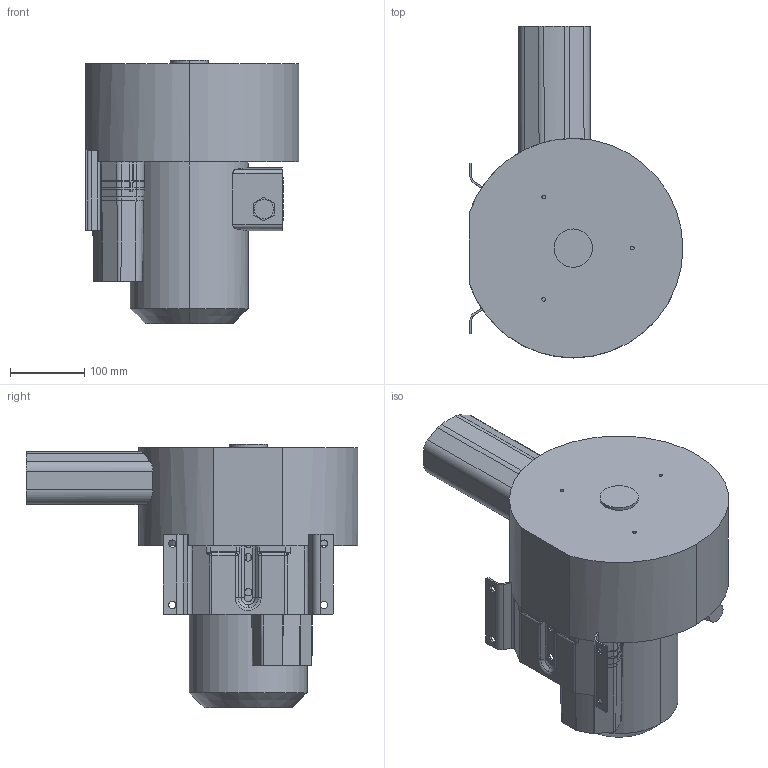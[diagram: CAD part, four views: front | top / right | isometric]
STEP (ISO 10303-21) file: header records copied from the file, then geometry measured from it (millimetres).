
FILE_DESCRIPTION(/* description */ (''),/* implementation_level */ '2;1');
FILE_NAME(/* name */ '2RB320-1HQ26-JT-.stp',/* time_stamp */ '2025-07-08T09:40:24+08:00',/* author */ (''),/* organization */ (''),/* preprocessor_version */ 'ST-DEVELOPER v16',/* originating_system */ 'SIEMENS PLM Software NX 10.0',/* authorisation */ '');
FILE_SCHEMA (('AP203_CONFIGURATION_CONTROLLED_3D_DESIGN_OF_MECHANICAL_PARTS_AND_ASSEMBLIES_MIM_LF { 1 0 10303 403 2 1 2}'));
Length unit declared in the file: millimetre
Products named in the file (1): Admi012077D224k2
Bounding box: 288.9 x 448.26 x 355.7 mm (x, y, z)
Volume: 15260882.5 mm3; surface area: 577265.2 mm2
Topology: 1 solids, 2 shells, 714 faces, 1737 edges, 1032 vertices
Faces by surface type: bspline 269, cylinder 188, plane 151, cone 59, torus 37, sphere 10
Full cylindrical faces by diameter (mm): 26 x1, 59 x1
Entity records: 31255 total; most frequent: CARTESIAN_POINT 16990, ORIENTED_EDGE 3428, DIRECTION 2264, EDGE_CURVE 1714, VERTEX_POINT 1028, AXIS2_PLACEMENT_3D 859, EDGE_LOOP 752, ADVANCED_FACE 714
